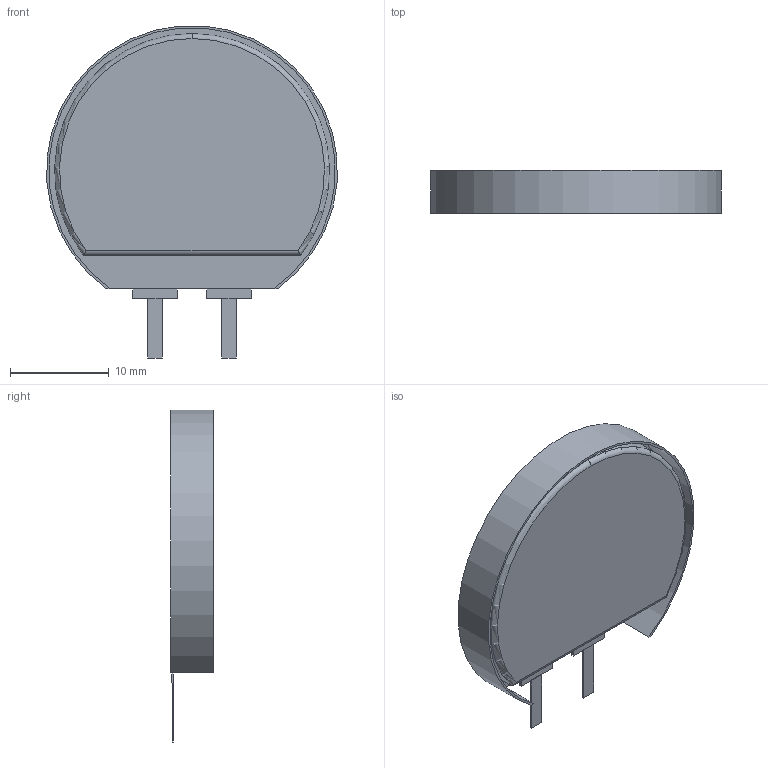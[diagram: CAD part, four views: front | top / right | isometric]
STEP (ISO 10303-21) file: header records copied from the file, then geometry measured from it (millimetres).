
FILE_DESCRIPTION (( 'STEP AP214' ), '1' );
FILE_NAME ('4730026.STEP', '2024-06-22T03:54:09', ( '' ), ( '' ), 'SwSTEP 2.0', 'SolidWorks 2016', '' );
FILE_SCHEMA (( 'AUTOMOTIVE_DESIGN' ));
Length unit declared in the file: millimetre
Products named in the file (1): 4730026
Bounding box: 29.41 x 4.35 x 33.64 mm (x, y, z)
Volume: 2405.5 mm3; surface area: 2296.4 mm2
Topology: 1 solids, 1 shells, 32 faces, 73 edges, 48 vertices
Faces by surface type: plane 26, cylinder 4, torus 2
Entity records: 931 total; most frequent: CARTESIAN_POINT 164, DIRECTION 147, ORIENTED_EDGE 146, EDGE_CURVE 73, VECTOR 61, LINE 61, VERTEX_POINT 48, AXIS2_PLACEMENT_3D 43
